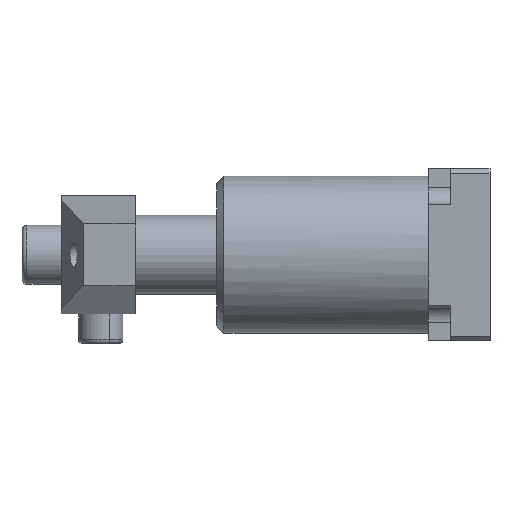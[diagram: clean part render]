
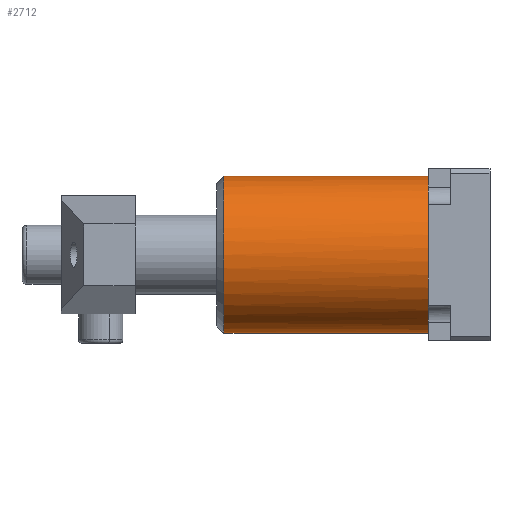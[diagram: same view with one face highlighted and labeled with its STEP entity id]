
A CAD part, left-side view. The second image highlights one B-rep face of the part: STEP entity #2712.
In plain terms, the highlighted cylindrical face has radius 31.9 mm (diameter 63.8 mm), a partial arc.
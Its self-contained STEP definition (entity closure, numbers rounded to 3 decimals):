
#26 = DIRECTION ( 'NONE',  ( 0., 0., 1. ) ) ;
#27 = DIRECTION ( 'NONE',  ( 0., 1., 0. ) ) ;
#28 = CARTESIAN_POINT ( 'NONE',  ( 0., 25., 0. ) ) ;
#252 = EDGE_LOOP ( 'NONE', ( #4978, #4928, #5048, #4849, #5246, #5175, #5207, #4816 ) ) ;
#303 = VERTEX_POINT ( 'NONE', #2523 ) ;
#395 = VERTEX_POINT ( 'NONE', #2484 ) ;
#405 = VERTEX_POINT ( 'NONE', #2481 ) ;
#466 = VERTEX_POINT ( 'NONE', #2462 ) ;
#695 = DIRECTION ( 'NONE',  ( 0., -1., 0. ) ) ;
#699 = DIRECTION ( 'NONE',  ( 0., -1., 0. ) ) ;
#700 = CARTESIAN_POINT ( 'NONE',  ( 0., 111., -31.9 ) ) ;
#822 = CARTESIAN_POINT ( 'NONE',  ( 0., 111., 31.9 ) ) ;
#889 = CIRCLE ( 'NONE', #3311, 31.9 ) ;
#902 = CIRCLE ( 'NONE', #3448, 31.9 ) ;
#903 = CIRCLE ( 'NONE', #3443, 31.9 ) ;
#1929 = DIRECTION ( 'NONE',  ( 0., 0., -1. ) ) ;
#1933 = DIRECTION ( 'NONE',  ( 0., -1., 0. ) ) ;
#1955 = CARTESIAN_POINT ( 'NONE',  ( 0., 111., 0. ) ) ;
#2017 = VERTEX_POINT ( 'NONE', #2379 ) ;
#2040 = VERTEX_POINT ( 'NONE', #2367 ) ;
#2041 = VERTEX_POINT ( 'NONE', #2359 ) ;
#2066 = VERTEX_POINT ( 'NONE', #2336 ) ;
#2336 = CARTESIAN_POINT ( 'NONE',  ( 0., 108., -31.9 ) ) ;
#2359 = CARTESIAN_POINT ( 'NONE',  ( 0., 25., -31.9 ) ) ;
#2367 = CARTESIAN_POINT ( 'NONE',  ( -22.784, 25., -22.327 ) ) ;
#2379 = CARTESIAN_POINT ( 'NONE',  ( 0., 108., 31.9 ) ) ;
#2462 = CARTESIAN_POINT ( 'NONE',  ( -22.784, 25., 22.327 ) ) ;
#2481 = CARTESIAN_POINT ( 'NONE',  ( 0., 25., 31.9 ) ) ;
#2484 = CARTESIAN_POINT ( 'NONE',  ( -22.327, 25., 22.784 ) ) ;
#2523 = CARTESIAN_POINT ( 'NONE',  ( -22.327, 25., -22.784 ) ) ;
#2541 = DIRECTION ( 'NONE',  ( 0., -1., 0. ) ) ;
#2542 = CARTESIAN_POINT ( 'NONE',  ( 0., 108., 0. ) ) ;
#2712 = ADVANCED_FACE ( 'NONE', ( #4644 ), #4633, .T. ) ;
#2953 = DIRECTION ( 'NONE',  ( 0., 0., 1. ) ) ;
#2954 = DIRECTION ( 'NONE',  ( 0., 1., 0. ) ) ;
#2955 = CARTESIAN_POINT ( 'NONE',  ( 0., 25., 0. ) ) ;
#2957 = DIRECTION ( 'NONE',  ( 0., 0., 1. ) ) ;
#2958 = DIRECTION ( 'NONE',  ( 0., 1., 0. ) ) ;
#2959 = CARTESIAN_POINT ( 'NONE',  ( 0., 25., 0. ) ) ;
#2960 = DIRECTION ( 'NONE',  ( 0., 0., 1. ) ) ;
#3126 = AXIS2_PLACEMENT_3D ( 'NONE', #1955, #1933, #1929 ) ;
#3229 = EDGE_CURVE ( 'NONE', #2017, #405, #4638, .T. ) ;
#3235 = EDGE_CURVE ( 'NONE', #2066, #2041, #4466, .T. ) ;
#3277 = EDGE_CURVE ( 'NONE', #395, #405, #4135, .T. ) ;
#3297 = EDGE_CURVE ( 'NONE', #2040, #466, #4203, .T. ) ;
#3311 = AXIS2_PLACEMENT_3D ( 'NONE', #2959, #2958, #2957 ) ;
#3443 = AXIS2_PLACEMENT_3D ( 'NONE', #2955, #2954, #2953 ) ;
#3448 = AXIS2_PLACEMENT_3D ( 'NONE', #2542, #2541, #2960 ) ;
#3455 = AXIS2_PLACEMENT_3D ( 'NONE', #5568, #5567, #5566 ) ;
#3467 = AXIS2_PLACEMENT_3D ( 'NONE', #28, #27, #26 ) ;
#3476 = AXIS2_PLACEMENT_3D ( 'NONE', #3955, #3954, #3953 ) ;
#3508 = EDGE_CURVE ( 'NONE', #2041, #303, #4176, .T. ) ;
#3537 = EDGE_CURVE ( 'NONE', #2017, #2066, #902, .T. ) ;
#3538 = EDGE_CURVE ( 'NONE', #303, #2040, #889, .T. ) ;
#3539 = EDGE_CURVE ( 'NONE', #466, #395, #903, .T. ) ;
#3953 = DIRECTION ( 'NONE',  ( 0., 0., 1. ) ) ;
#3954 = DIRECTION ( 'NONE',  ( 0., 1., 0. ) ) ;
#3955 = CARTESIAN_POINT ( 'NONE',  ( 0., 25., 0. ) ) ;
#4135 = CIRCLE ( 'NONE', #3476, 31.9 ) ;
#4176 = CIRCLE ( 'NONE', #3455, 31.9 ) ;
#4203 = CIRCLE ( 'NONE', #3467, 31.9 ) ;
#4466 = LINE ( 'NONE', #700, #4653 ) ;
#4591 = VECTOR ( 'NONE', #695, 1000. ) ;
#4633 = CYLINDRICAL_SURFACE ( 'NONE', #3126, 31.9 ) ;
#4638 = LINE ( 'NONE', #822, #4591 ) ;
#4644 = FACE_OUTER_BOUND ( 'NONE', #252, .T. ) ;
#4653 = VECTOR ( 'NONE', #699, 1000. ) ;
#4816 = ORIENTED_EDGE ( 'NONE', *, *, #3277, .T. ) ;
#4849 = ORIENTED_EDGE ( 'NONE', *, *, #3508, .T. ) ;
#4928 = ORIENTED_EDGE ( 'NONE', *, *, #3537, .T. ) ;
#4978 = ORIENTED_EDGE ( 'NONE', *, *, #3229, .F. ) ;
#5048 = ORIENTED_EDGE ( 'NONE', *, *, #3235, .T. ) ;
#5175 = ORIENTED_EDGE ( 'NONE', *, *, #3297, .T. ) ;
#5207 = ORIENTED_EDGE ( 'NONE', *, *, #3539, .T. ) ;
#5246 = ORIENTED_EDGE ( 'NONE', *, *, #3538, .T. ) ;
#5566 = DIRECTION ( 'NONE',  ( 0., 0., 1. ) ) ;
#5567 = DIRECTION ( 'NONE',  ( 0., 1., 0. ) ) ;
#5568 = CARTESIAN_POINT ( 'NONE',  ( 0., 25., 0. ) ) ;
